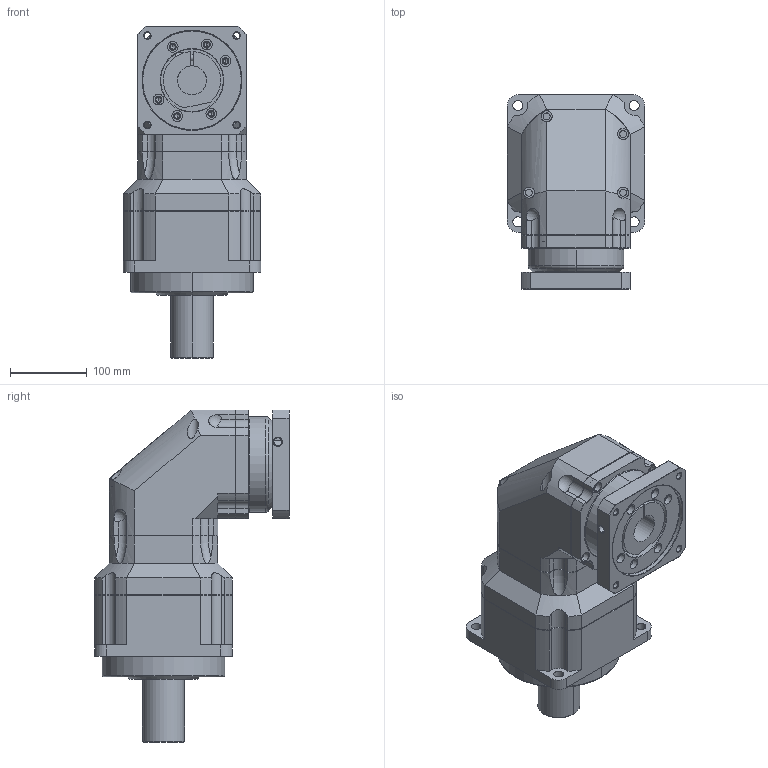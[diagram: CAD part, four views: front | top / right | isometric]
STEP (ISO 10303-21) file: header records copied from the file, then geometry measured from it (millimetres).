
FILE_DESCRIPTION((''),'2;1');
FILE_NAME('AFR1802-P0403500401_ASM','2008-09-16T',('d00080'),(''),'PRO/ENGINEER BY PARAMETRIC TECHNOLOGY CORPORATION, 2006170','PRO/ENGINEER BY PARAMETRIC TECHNOLOGY CORPORATION, 2006170','');
FILE_SCHEMA(('CONFIG_CONTROL_DESIGN'));
Length unit declared in the file: millimetre
Products named in the file (6): AF1802; AB1802-1; P1001500001; P1301500001; P0403500401; AFR1802-P0403500401_ASM
Assembly tree (5 placements, depth 2):
  AFR1802-P0403500401_ASM
    AF1802
    AB1802-1
    P1001500001
    P1301500001
    P0403500401
Bounding box: 180 x 254.5 x 434 mm (x, y, z)
Volume: 7303516.3 mm3; surface area: 610397.7 mm2
Topology: 6 solids, 24 shells, 792 faces, 1867 edges, 1129 vertices
Faces by surface type: cylinder 302, plane 224, cone 186, torus 72, bspline 4, sphere 4
Entity records: 23692 total; most frequent: CARTESIAN_POINT 5000, DIRECTION 4200, ORIENTED_EDGE 3608, EDGE_CURVE 1843, AXIS2_PLACEMENT_3D 1712, VERTEX_POINT 1129, EDGE_LOOP 914, CIRCLE 905
